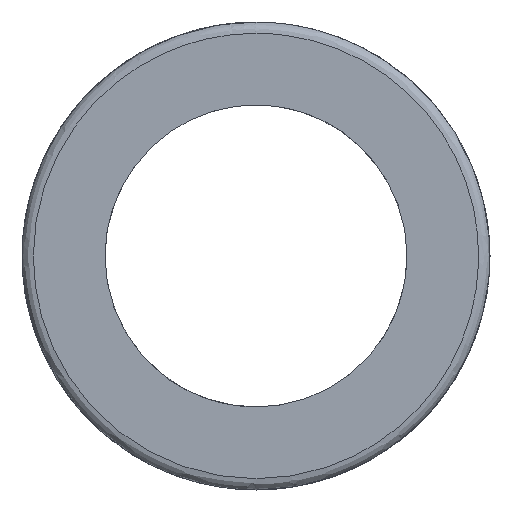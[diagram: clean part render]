
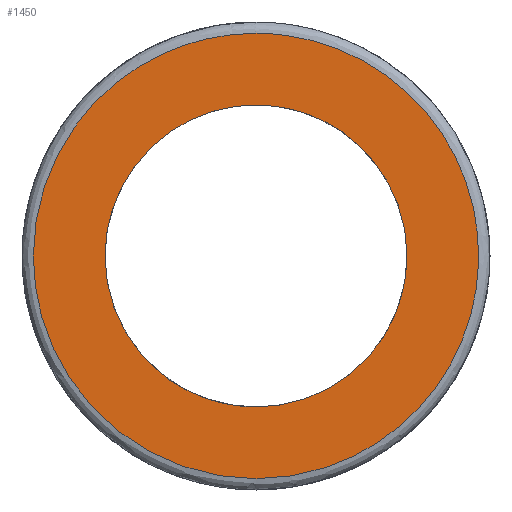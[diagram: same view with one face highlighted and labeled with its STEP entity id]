
A CAD part, left-side view. The second image highlights one B-rep face of the part: STEP entity #1450.
In plain terms, the highlighted free-form (B-spline) face has degree [1, 1] with [2, 2] control points.
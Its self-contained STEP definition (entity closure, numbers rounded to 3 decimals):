
#120 = CARTESIAN_POINT ('', (0., 0., -20.));
#130 = VERTEX_POINT ('', #120);
#190 = CARTESIAN_POINT ('', (0., -20., 0.));
#200 = VERTEX_POINT ('', #190);
#210 = CARTESIAN_POINT ('', (0., 0., -20.));
#220 = CARTESIAN_POINT ('', (0., -10., -20.));
#230 = CARTESIAN_POINT ('', (0., -20., -13.333));
#240 = CARTESIAN_POINT ('', (0., -20., 0.));
#250 = (
   BOUNDED_CURVE ()
   B_SPLINE_CURVE (3, (#210, #220, #230, #240), .UNSPECIFIED., .F., .U.)
   B_SPLINE_CURVE_WITH_KNOTS ((4, 4), (0., 1.), .UNSPECIFIED.)
   CURVE ()
   GEOMETRIC_REPRESENTATION_ITEM ()
   RATIONAL_B_SPLINE_CURVE ((1., 0.667, 0.5, 0.5))
   REPRESENTATION_ITEM ('')
);
#260 = EDGE_CURVE ('', #130, #200, #250, .T.);
#280 = CARTESIAN_POINT ('', (0., 20., 0.));
#290 = VERTEX_POINT ('', #280);
#300 = CARTESIAN_POINT ('', (0., -20., 0.));
#310 = CARTESIAN_POINT ('', (0., -20., 13.333));
#320 = CARTESIAN_POINT ('', (0., -10., 20.));
#330 = CARTESIAN_POINT ('', (0., 0., 20.));
#340 = CARTESIAN_POINT ('', (0., 10., 20.));
#350 = CARTESIAN_POINT ('', (0., 20., 13.333));
#360 = CARTESIAN_POINT ('', (0., 20., 0.));
#370 = (
   BOUNDED_CURVE ()
   B_SPLINE_CURVE (3, (#300, #310, #320, #330, #340, #350, #360), .UNSPECIFIED., .F., .U.)
   B_SPLINE_CURVE_WITH_KNOTS ((4, 3, 4), (0., 0.5, 1.), .UNSPECIFIED.)
   CURVE ()
   GEOMETRIC_REPRESENTATION_ITEM ()
   RATIONAL_B_SPLINE_CURVE ((0.5, 0.5, 0.667, 1., 0.667, 0.5, 0.5))
   REPRESENTATION_ITEM ('')
);
#380 = EDGE_CURVE ('', #200, #290, #370, .T.);
#400 = CARTESIAN_POINT ('', (0., 20., 0.));
#410 = CARTESIAN_POINT ('', (0., 20., -13.333));
#420 = CARTESIAN_POINT ('', (0., 10., -20.));
#430 = CARTESIAN_POINT ('', (0., 0., -20.));
#440 = (
   BOUNDED_CURVE ()
   B_SPLINE_CURVE (3, (#400, #410, #420, #430), .UNSPECIFIED., .F., .U.)
   B_SPLINE_CURVE_WITH_KNOTS ((4, 4), (0., 1.), .UNSPECIFIED.)
   CURVE ()
   GEOMETRIC_REPRESENTATION_ITEM ()
   RATIONAL_B_SPLINE_CURVE ((0.5, 0.5, 0.667, 1.))
   REPRESENTATION_ITEM ('')
);
#450 = EDGE_CURVE ('', #290, #130, #440, .T.);
#850 = CARTESIAN_POINT ('', (0., 0., -29.5));
#860 = VERTEX_POINT ('', #850);
#870 = CARTESIAN_POINT ('', (0., 0., 29.5));
#880 = VERTEX_POINT ('', #870);
#890 = CARTESIAN_POINT ('', (0., 0., -29.5));
#900 = CARTESIAN_POINT ('', (0., -3.881, -29.5));
#910 = CARTESIAN_POINT ('', (0., -7.618, -28.762));
#920 = CARTESIAN_POINT ('', (0., -11.211, -27.287));
#930 = CARTESIAN_POINT ('', (0., -14.896, -25.773));
#940 = CARTESIAN_POINT ('', (0., -18.144, -23.599));
#950 = CARTESIAN_POINT ('', (0., -20.955, -20.764));
#960 = CARTESIAN_POINT ('', (0., -23.645, -18.05));
#970 = CARTESIAN_POINT ('', (0., -25.73, -14.928));
#980 = CARTESIAN_POINT ('', (0., -27.21, -11.396));
#990 = CARTESIAN_POINT ('', (0., -28.736, -7.755));
#1000 = CARTESIAN_POINT ('', (0., -29.499, -3.956));
#1010 = CARTESIAN_POINT ('', (0., -29.5, 0.));
#1020 = CARTESIAN_POINT ('', (0., -29.501, 3.949));
#1030 = CARTESIAN_POINT ('', (0., -28.737, 7.747));
#1040 = CARTESIAN_POINT ('', (0., -27.21, 11.396));
#1050 = CARTESIAN_POINT ('', (0., -25.734, 14.922));
#1060 = CARTESIAN_POINT ('', (0., -23.649, 18.044));
#1070 = CARTESIAN_POINT ('', (0., -20.955, 20.764));
#1080 = CARTESIAN_POINT ('', (0., -18.151, 23.595));
#1090 = CARTESIAN_POINT ('', (0., -14.903, 25.769));
#1100 = CARTESIAN_POINT ('', (0., -11.211, 27.287));
#1110 = CARTESIAN_POINT ('', (0., -7.621, 28.762));
#1120 = CARTESIAN_POINT ('', (0., -3.885, 29.5));
#1130 = CARTESIAN_POINT ('', (0., 0., 29.5));
#1140 = B_SPLINE_CURVE_WITH_KNOTS ('', 3, (#890, #900, #910, #920, #930, #940, #950, #960, #970, #980, #990, #1000, #1010, #1020, #1030, #1040, #1050, #1060, #1070, #1080, #1090, #1100, #1110, #1120, #1130), .UNSPECIFIED., .F., .U., (4, 3, 3, 3, 3, 3, 3, 3, 4), (0., 0.125, 0.25, 0.375, 0.5, 0.625, 0.75, 0.875, 1.), .UNSPECIFIED.);
#1150 = EDGE_CURVE ('', #860, #880, #1140, .T.);
#1160 = ORIENTED_EDGE ('', *, *, #1150, .T.);
#1170 = CARTESIAN_POINT ('', (0., 29.5, 0.));
#1180 = VERTEX_POINT ('', #1170);
#1190 = CARTESIAN_POINT ('', (0., 29.5, 0.));
#1200 = CARTESIAN_POINT ('', (0., 29.5, 19.667));
#1210 = CARTESIAN_POINT ('', (0., 14.75, 29.5));
#1220 = CARTESIAN_POINT ('', (0., 0., 29.5));
#1230 = (
   BOUNDED_CURVE ()
   B_SPLINE_CURVE (3, (#1190, #1200, #1210, #1220), .UNSPECIFIED., .F., .U.)
   B_SPLINE_CURVE_WITH_KNOTS ((4, 4), (0., 1.), .UNSPECIFIED.)
   CURVE ()
   GEOMETRIC_REPRESENTATION_ITEM ()
   RATIONAL_B_SPLINE_CURVE ((0.478, 0.478, 0.638, 0.957))
   REPRESENTATION_ITEM ('')
);
#1240 = EDGE_CURVE ('', #1180, #880, #1230, .T.);
#1250 = ORIENTED_EDGE ('', *, *, #1240, .F.);
#1260 = CARTESIAN_POINT ('', (0., 0., -29.5));
#1270 = CARTESIAN_POINT ('', (0., 14.75, -29.5));
#1280 = CARTESIAN_POINT ('', (0., 29.5, -19.667));
#1290 = CARTESIAN_POINT ('', (0., 29.5, 0.));
#1300 = (
   BOUNDED_CURVE ()
   B_SPLINE_CURVE (3, (#1260, #1270, #1280, #1290), .UNSPECIFIED., .F., .U.)
   B_SPLINE_CURVE_WITH_KNOTS ((4, 4), (0., 1.), .UNSPECIFIED.)
   CURVE ()
   GEOMETRIC_REPRESENTATION_ITEM ()
   RATIONAL_B_SPLINE_CURVE ((0.957, 0.638, 0.478, 0.478))
   REPRESENTATION_ITEM ('')
);
#1310 = EDGE_CURVE ('', #860, #1180, #1300, .T.);
#1320 = ORIENTED_EDGE ('', *, *, #1310, .F.);
#1330 = EDGE_LOOP ('', (#1160, #1250, #1320));
#1340 = FACE_OUTER_BOUND ('', #1330, .T.);
#1350 = ORIENTED_EDGE ('', *, *, #260, .F.);
#1360 = ORIENTED_EDGE ('', *, *, #450, .F.);
#1370 = ORIENTED_EDGE ('', *, *, #380, .F.);
#1380 = EDGE_LOOP ('', (#1350, #1360, #1370));
#1390 = FACE_BOUND ('', #1380, .T.);
#1400 = CARTESIAN_POINT ('', (0., -29.854, 29.854));
#1410 = CARTESIAN_POINT ('', (0., -29.854, -29.854));
#1420 = CARTESIAN_POINT ('', (0., 29.854, 29.854));
#1430 = CARTESIAN_POINT ('', (0., 29.854, -29.854));
#1440 = B_SPLINE_SURFACE_WITH_KNOTS ('', 1, 1, ((#1400, #1410), (#1420, #1430)), .UNSPECIFIED., .F., .F., .U., (2, 2), (2, 2), (0., 1.), (0., 1.), .UNSPECIFIED.);
#1450 = ADVANCED_FACE ('', (#1340, #1390), #1440, .T.);
